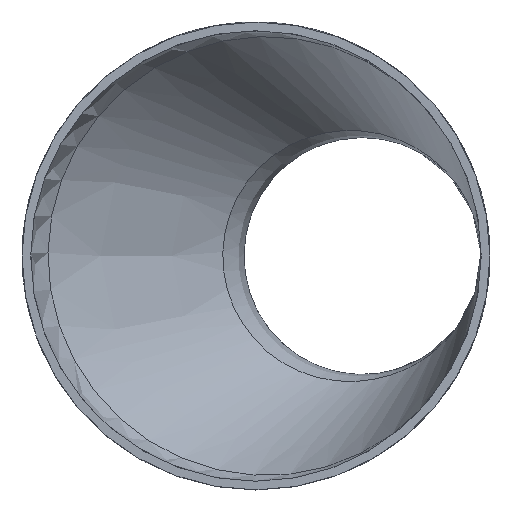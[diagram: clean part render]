
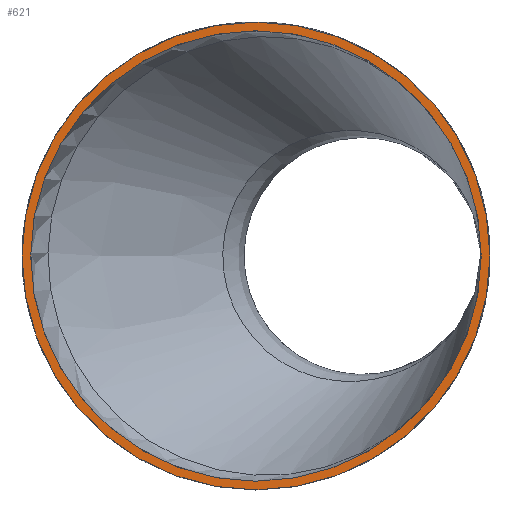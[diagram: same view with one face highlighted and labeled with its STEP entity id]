
A CAD part, left-side view. The second image highlights one B-rep face of the part: STEP entity #621.
In plain terms, the highlighted planar face has unit normal (-1, 0, 0).
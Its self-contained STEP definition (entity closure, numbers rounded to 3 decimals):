
#186 = CIRCLE ( 'NONE', #17381, 67.25 ) ;
#621 = ADVANCED_FACE ( 'NONE', ( #857, #8917 ), #15512, .T. ) ;
#857 = FACE_BOUND ( 'NONE', #2954, .T. ) ;
#2014 = CARTESIAN_POINT ( 'NONE',  ( 0., 0., 0. ) ) ;
#2747 = CARTESIAN_POINT ( 'NONE',  ( 0., 0., 0. ) ) ;
#2954 = EDGE_LOOP ( 'NONE', ( #4052 ) ) ;
#4052 = ORIENTED_EDGE ( 'NONE', *, *, #8873, .F. ) ;
#4685 = VERTEX_POINT ( 'NONE', #16698 ) ;
#4755 = EDGE_LOOP ( 'NONE', ( #7705 ) ) ;
#5601 = CIRCLE ( 'NONE', #9629, 69.85 ) ;
#7705 = ORIENTED_EDGE ( 'NONE', *, *, #14286, .T. ) ;
#7823 = DIRECTION ( 'NONE',  ( -1., 0., 0. ) ) ;
#8873 = EDGE_CURVE ( 'NONE', #21320, #21320, #186, .T. ) ;
#8917 = FACE_OUTER_BOUND ( 'NONE', #4755, .T. ) ;
#9629 = AXIS2_PLACEMENT_3D ( 'NONE', #20610, #17431, #20753 ) ;
#14286 = EDGE_CURVE ( 'NONE', #4685, #4685, #5601, .T. ) ;
#15512 = PLANE ( 'NONE',  #16518 ) ;
#16518 = AXIS2_PLACEMENT_3D ( 'NONE', #2014, #18663, #17160 ) ;
#16698 = CARTESIAN_POINT ( 'NONE',  ( 0., 0., 69.85 ) ) ;
#17160 = DIRECTION ( 'NONE',  ( 0., 0., 1. ) ) ;
#17381 = AXIS2_PLACEMENT_3D ( 'NONE', #2747, #7823, #17692 ) ;
#17431 = DIRECTION ( 'NONE',  ( -1., 0., 0. ) ) ;
#17692 = DIRECTION ( 'NONE',  ( 0., 0., 1. ) ) ;
#18276 = CARTESIAN_POINT ( 'NONE',  ( 0., 0., 67.25 ) ) ;
#18663 = DIRECTION ( 'NONE',  ( -1., 0., 0. ) ) ;
#20610 = CARTESIAN_POINT ( 'NONE',  ( 0., 0., 0. ) ) ;
#20753 = DIRECTION ( 'NONE',  ( 0., 0., 1. ) ) ;
#21320 = VERTEX_POINT ( 'NONE', #18276 ) ;
